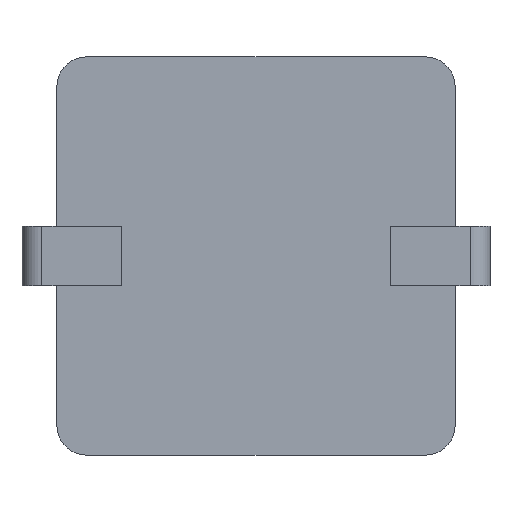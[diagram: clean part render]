
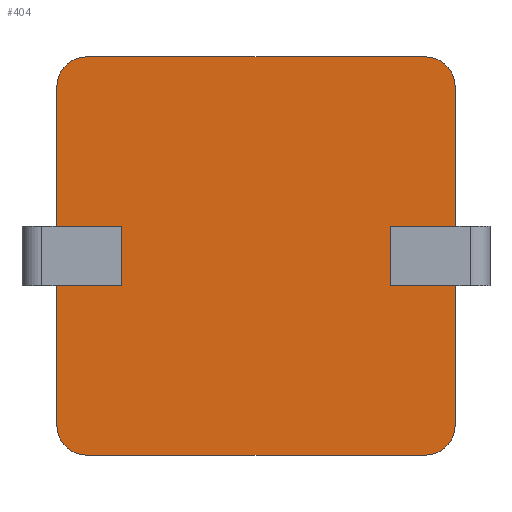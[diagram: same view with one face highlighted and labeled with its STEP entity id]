
A CAD part, front view. The second image highlights one B-rep face of the part: STEP entity #404.
In plain terms, the highlighted planar face has unit normal (0, -1, 0).
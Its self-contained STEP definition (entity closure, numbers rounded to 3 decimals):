
#1=CARTESIAN_POINT('',(1.7,0.,1.7));
#2=DIRECTION('',(0.,-1.,0.));
#3=DIRECTION('',(1.,0.,0.));
#4=AXIS2_PLACEMENT_3D('',#1,#2,#3);
#6=DIRECTION('',(0.,0.,-1.));
#7=VECTOR('',#6,1.4);
#8=CARTESIAN_POINT('',(2.,0.,1.7));
#9=LINE('',#8,#7);
#10=DIRECTION('',(-1.,0.,0.));
#11=VECTOR('',#10,0.65);
#12=CARTESIAN_POINT('',(2.,0.,0.3));
#13=LINE('',#12,#11);
#14=DIRECTION('',(0.,0.,1.));
#15=VECTOR('',#14,0.6);
#16=CARTESIAN_POINT('',(1.35,0.,-0.3));
#17=LINE('',#16,#15);
#18=DIRECTION('',(-1.,0.,0.));
#19=VECTOR('',#18,0.65);
#20=CARTESIAN_POINT('',(2.,0.,-0.3));
#21=LINE('',#20,#19);
#22=DIRECTION('',(0.,0.,-1.));
#23=VECTOR('',#22,1.4);
#24=CARTESIAN_POINT('',(2.,0.,-0.3));
#25=LINE('',#24,#23);
#26=CARTESIAN_POINT('',(1.7,0.,-1.7));
#27=DIRECTION('',(0.,-1.,0.));
#28=DIRECTION('',(0.,0.,-1.));
#29=AXIS2_PLACEMENT_3D('',#26,#27,#28);
#31=DIRECTION('',(-1.,0.,0.));
#32=VECTOR('',#31,3.4);
#33=CARTESIAN_POINT('',(1.7,0.,-2.));
#34=LINE('',#33,#32);
#35=CARTESIAN_POINT('',(-1.7,0.,-1.7));
#36=DIRECTION('',(0.,-1.,0.));
#37=DIRECTION('',(-1.,0.,0.));
#38=AXIS2_PLACEMENT_3D('',#35,#36,#37);
#40=DIRECTION('',(0.,0.,1.));
#41=VECTOR('',#40,1.4);
#42=CARTESIAN_POINT('',(-2.,0.,-1.7));
#43=LINE('',#42,#41);
#44=DIRECTION('',(1.,0.,0.));
#45=VECTOR('',#44,0.65);
#46=CARTESIAN_POINT('',(-2.,0.,-0.3));
#47=LINE('',#46,#45);
#48=DIRECTION('',(0.,0.,-1.));
#49=VECTOR('',#48,0.6);
#50=CARTESIAN_POINT('',(-1.35,0.,0.3));
#51=LINE('',#50,#49);
#52=DIRECTION('',(1.,0.,0.));
#53=VECTOR('',#52,0.65);
#54=CARTESIAN_POINT('',(-2.,0.,0.3));
#55=LINE('',#54,#53);
#56=DIRECTION('',(0.,0.,1.));
#57=VECTOR('',#56,1.4);
#58=CARTESIAN_POINT('',(-2.,0.,0.3));
#59=LINE('',#58,#57);
#60=CARTESIAN_POINT('',(-1.7,0.,1.7));
#61=DIRECTION('',(0.,-1.,0.));
#62=DIRECTION('',(0.,0.,1.));
#63=AXIS2_PLACEMENT_3D('',#60,#61,#62);
#65=DIRECTION('',(1.,0.,0.));
#66=VECTOR('',#65,3.4);
#67=CARTESIAN_POINT('',(-1.7,0.,2.));
#68=LINE('',#67,#66);
#293=CARTESIAN_POINT('',(1.35,0.,-0.3));
#294=CARTESIAN_POINT('',(1.35,0.,0.3));
#295=VERTEX_POINT('',#293);
#296=VERTEX_POINT('',#294);
#297=CARTESIAN_POINT('',(2.,0.,0.3));
#298=VERTEX_POINT('',#297);
#299=CARTESIAN_POINT('',(2.,0.,-0.3));
#300=VERTEX_POINT('',#299);
#301=CARTESIAN_POINT('',(-2.,0.,-0.3));
#302=CARTESIAN_POINT('',(-1.35,0.,-0.3));
#303=VERTEX_POINT('',#301);
#304=VERTEX_POINT('',#302);
#305=CARTESIAN_POINT('',(-2.,0.,0.3));
#306=CARTESIAN_POINT('',(-1.35,0.,0.3));
#307=VERTEX_POINT('',#305);
#308=VERTEX_POINT('',#306);
#317=CARTESIAN_POINT('',(2.,0.,1.7));
#318=CARTESIAN_POINT('',(1.7,0.,2.));
#319=VERTEX_POINT('',#317);
#320=VERTEX_POINT('',#318);
#325=CARTESIAN_POINT('',(-1.7,0.,2.));
#326=CARTESIAN_POINT('',(-2.,0.,1.7));
#327=VERTEX_POINT('',#325);
#328=VERTEX_POINT('',#326);
#333=CARTESIAN_POINT('',(-2.,0.,-1.7));
#334=CARTESIAN_POINT('',(-1.7,0.,-2.));
#335=VERTEX_POINT('',#333);
#336=VERTEX_POINT('',#334);
#341=CARTESIAN_POINT('',(1.7,0.,-2.));
#342=CARTESIAN_POINT('',(2.,0.,-1.7));
#343=VERTEX_POINT('',#341);
#344=VERTEX_POINT('',#342);
#365=CARTESIAN_POINT('',(0.,0.,0.));
#366=DIRECTION('',(0.,1.,0.));
#367=DIRECTION('',(1.,0.,0.));
#368=AXIS2_PLACEMENT_3D('',#365,#366,#367);
#369=PLANE('',#368);
#371=ORIENTED_EDGE('',*,*,#370,.F.);
#373=ORIENTED_EDGE('',*,*,#372,.T.);
#375=ORIENTED_EDGE('',*,*,#374,.T.);
#377=ORIENTED_EDGE('',*,*,#376,.F.);
#379=ORIENTED_EDGE('',*,*,#378,.F.);
#381=ORIENTED_EDGE('',*,*,#380,.T.);
#383=ORIENTED_EDGE('',*,*,#382,.F.);
#385=ORIENTED_EDGE('',*,*,#384,.T.);
#387=ORIENTED_EDGE('',*,*,#386,.F.);
#389=ORIENTED_EDGE('',*,*,#388,.T.);
#391=ORIENTED_EDGE('',*,*,#390,.T.);
#393=ORIENTED_EDGE('',*,*,#392,.F.);
#395=ORIENTED_EDGE('',*,*,#394,.F.);
#397=ORIENTED_EDGE('',*,*,#396,.T.);
#399=ORIENTED_EDGE('',*,*,#398,.F.);
#401=ORIENTED_EDGE('',*,*,#400,.T.);
#402=EDGE_LOOP('',(#371,#373,#375,#377,#379,#381,#383,#385,#387,#389,#391,#393,
#395,#397,#399,#401));
#403=FACE_OUTER_BOUND('',#402,.F.);
#5=CIRCLE('',#4,0.3);
#30=CIRCLE('',#29,0.3);
#39=CIRCLE('',#38,0.3);
#64=CIRCLE('',#63,0.3);
#370=EDGE_CURVE('',#319,#320,#5,.T.);
#372=EDGE_CURVE('',#319,#298,#9,.T.);
#374=EDGE_CURVE('',#298,#296,#13,.T.);
#376=EDGE_CURVE('',#295,#296,#17,.T.);
#378=EDGE_CURVE('',#300,#295,#21,.T.);
#380=EDGE_CURVE('',#300,#344,#25,.T.);
#382=EDGE_CURVE('',#343,#344,#30,.T.);
#384=EDGE_CURVE('',#343,#336,#34,.T.);
#386=EDGE_CURVE('',#335,#336,#39,.T.);
#388=EDGE_CURVE('',#335,#303,#43,.T.);
#390=EDGE_CURVE('',#303,#304,#47,.T.);
#392=EDGE_CURVE('',#308,#304,#51,.T.);
#394=EDGE_CURVE('',#307,#308,#55,.T.);
#396=EDGE_CURVE('',#307,#328,#59,.T.);
#398=EDGE_CURVE('',#327,#328,#64,.T.);
#400=EDGE_CURVE('',#327,#320,#68,.T.);
#404=ADVANCED_FACE('',(#403),#369,.F.);
